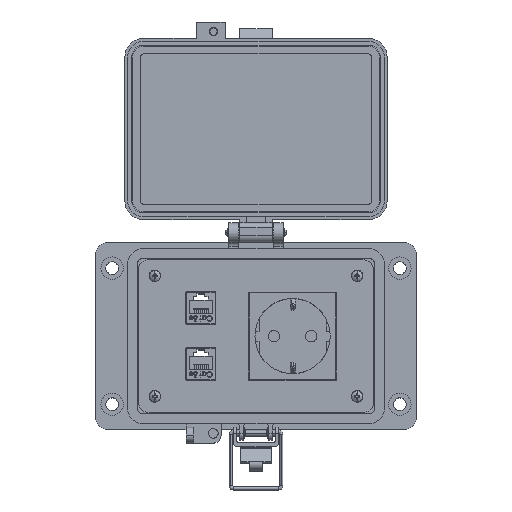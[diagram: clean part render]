
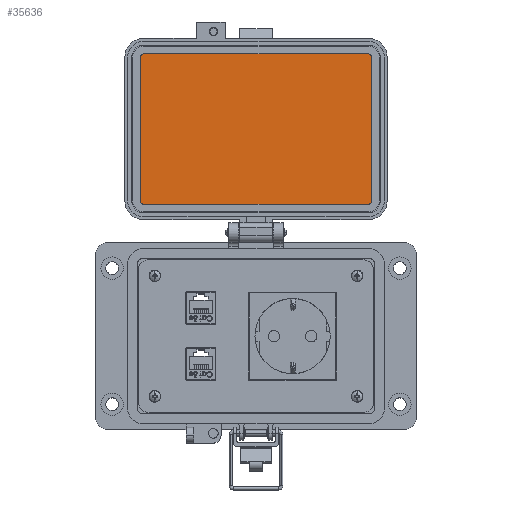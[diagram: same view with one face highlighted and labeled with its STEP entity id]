
A CAD part, top view. The second image highlights one B-rep face of the part: STEP entity #35636.
In plain terms, the highlighted planar face has unit normal (0, 0, 1).
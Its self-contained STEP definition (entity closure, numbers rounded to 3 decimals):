
#1351 = DIRECTION ( 'NONE',  ( 0., 0., 1. ) ) ;
#1887 = VERTEX_POINT ( 'NONE', #13848 ) ;
#3287 = ORIENTED_EDGE ( 'NONE', *, *, #24262, .F. ) ;
#3403 = EDGE_CURVE ( 'NONE', #45089, #6928, #28365, .T. ) ;
#3716 = AXIS2_PLACEMENT_3D ( 'NONE', #40999, #3728, #20298 ) ;
#3728 = DIRECTION ( 'NONE',  ( 0., 0., -1. ) ) ;
#4056 = AXIS2_PLACEMENT_3D ( 'NONE', #42636, #5366, #21917 ) ;
#4134 = VERTEX_POINT ( 'NONE', #44584 ) ;
#4237 = CARTESIAN_POINT ( 'NONE',  ( -57.72, 67.765, 8.694 ) ) ;
#4457 = DIRECTION ( 'NONE',  ( 0., -1., 0. ) ) ;
#5364 = VERTEX_POINT ( 'NONE', #30361 ) ;
#5366 = DIRECTION ( 'NONE',  ( 0., 0., -1. ) ) ;
#5427 = FACE_OUTER_BOUND ( 'NONE', #24960, .T. ) ;
#5570 = EDGE_CURVE ( 'NONE', #5364, #12769, #7251, .T. ) ;
#6928 = VERTEX_POINT ( 'NONE', #13912 ) ;
#7251 = LINE ( 'NONE', #23805, #36803 ) ;
#7710 = DIRECTION ( 'NONE',  ( 0., 1., 0. ) ) ;
#9651 = ORIENTED_EDGE ( 'NONE', *, *, #29832, .F. ) ;
#12092 = DIRECTION ( 'NONE',  ( 0., -1., 0. ) ) ;
#12628 = CARTESIAN_POINT ( 'NONE',  ( 57.717, 143.334, 8.694 ) ) ;
#12769 = VERTEX_POINT ( 'NONE', #26062 ) ;
#13124 = DIRECTION ( 'NONE',  ( 0., -1., 0. ) ) ;
#13848 = CARTESIAN_POINT ( 'NONE',  ( 59.502, 69.55, 8.694 ) ) ;
#13912 = CARTESIAN_POINT ( 'NONE',  ( -59.505, 143.334, 8.694 ) ) ;
#16474 = ORIENTED_EDGE ( 'NONE', *, *, #5570, .F. ) ;
#17897 = DIRECTION ( 'NONE',  ( 0., -1., 0. ) ) ;
#19157 = ORIENTED_EDGE ( 'NONE', *, *, #34395, .F. ) ;
#19334 = ORIENTED_EDGE ( 'NONE', *, *, #23704, .F. ) ;
#20298 = DIRECTION ( 'NONE',  ( 0., -1., 0. ) ) ;
#20299 = ORIENTED_EDGE ( 'NONE', *, *, #46609, .F. ) ;
#20802 = DIRECTION ( 'NONE',  ( -1., 0., 0. ) ) ;
#21917 = DIRECTION ( 'NONE',  ( 0., -1., 0. ) ) ;
#21982 = PLANE ( 'NONE',  #44398 ) ;
#23182 = EDGE_CURVE ( 'NONE', #12769, #4134, #24633, .T. ) ;
#23704 = EDGE_CURVE ( 'NONE', #6928, #5364, #32516, .T. ) ;
#23805 = CARTESIAN_POINT ( 'NONE',  ( 57.717, 145.119, 8.694 ) ) ;
#24262 = EDGE_CURVE ( 'NONE', #1887, #45733, #43767, .T. ) ;
#24633 = CIRCLE ( 'NONE', #42912, 1.785 ) ;
#24960 = EDGE_LOOP ( 'NONE', ( #19334, #29124, #19157, #9651, #3287, #20299, #27381, #16474 ) ) ;
#25488 = VECTOR ( 'NONE', #13124, 1000. ) ;
#26062 = CARTESIAN_POINT ( 'NONE',  ( 57.717, 145.119, 8.694 ) ) ;
#27381 = ORIENTED_EDGE ( 'NONE', *, *, #23182, .F. ) ;
#27693 = CARTESIAN_POINT ( 'NONE',  ( 57.717, 67.765, 8.694 ) ) ;
#27995 = VECTOR ( 'NONE', #20802, 1000. ) ;
#28365 = LINE ( 'NONE', #44975, #49171 ) ;
#29124 = ORIENTED_EDGE ( 'NONE', *, *, #3403, .F. ) ;
#29144 = VERTEX_POINT ( 'NONE', #45989 ) ;
#29832 = EDGE_CURVE ( 'NONE', #45733, #29144, #41501, .T. ) ;
#30361 = CARTESIAN_POINT ( 'NONE',  ( -57.72, 145.119, 8.694 ) ) ;
#32516 = CIRCLE ( 'NONE', #3716, 1.785 ) ;
#32784 = CARTESIAN_POINT ( 'NONE',  ( 57.717, 69.55, 8.694 ) ) ;
#33804 = LINE ( 'NONE', #50403, #25488 ) ;
#34395 = EDGE_CURVE ( 'NONE', #29144, #45089, #39665, .T. ) ;
#35636 = ADVANCED_FACE ( 'NONE', ( #5427 ), #21982, .T. ) ;
#36803 = VECTOR ( 'NONE', #40431, 1000. ) ;
#38605 = CARTESIAN_POINT ( 'NONE',  ( -30.745, 145.119, 8.694 ) ) ;
#39665 = CIRCLE ( 'NONE', #4056, 1.785 ) ;
#40431 = DIRECTION ( 'NONE',  ( 1., 0., 0. ) ) ;
#40999 = CARTESIAN_POINT ( 'NONE',  ( -57.72, 143.334, 8.694 ) ) ;
#41501 = LINE ( 'NONE', #4237, #27995 ) ;
#41723 = DIRECTION ( 'NONE',  ( 0., 0., -1. ) ) ;
#42636 = CARTESIAN_POINT ( 'NONE',  ( -57.72, 69.55, 8.694 ) ) ;
#42912 = AXIS2_PLACEMENT_3D ( 'NONE', #12628, #41723, #4457 ) ;
#43767 = CIRCLE ( 'NONE', #51489, 1.785 ) ;
#44398 = AXIS2_PLACEMENT_3D ( 'NONE', #38605, #1351, #17897 ) ;
#44584 = CARTESIAN_POINT ( 'NONE',  ( 59.502, 143.334, 8.694 ) ) ;
#44975 = CARTESIAN_POINT ( 'NONE',  ( -59.505, 143.334, 8.694 ) ) ;
#45089 = VERTEX_POINT ( 'NONE', #52383 ) ;
#45733 = VERTEX_POINT ( 'NONE', #27693 ) ;
#45989 = CARTESIAN_POINT ( 'NONE',  ( -57.72, 67.765, 8.694 ) ) ;
#46609 = EDGE_CURVE ( 'NONE', #4134, #1887, #33804, .T. ) ;
#49171 = VECTOR ( 'NONE', #7710, 1000. ) ;
#49384 = DIRECTION ( 'NONE',  ( 0., 0., -1. ) ) ;
#50403 = CARTESIAN_POINT ( 'NONE',  ( 59.502, 69.55, 8.694 ) ) ;
#51489 = AXIS2_PLACEMENT_3D ( 'NONE', #32784, #49384, #12092 ) ;
#52383 = CARTESIAN_POINT ( 'NONE',  ( -59.505, 69.55, 8.694 ) ) ;
